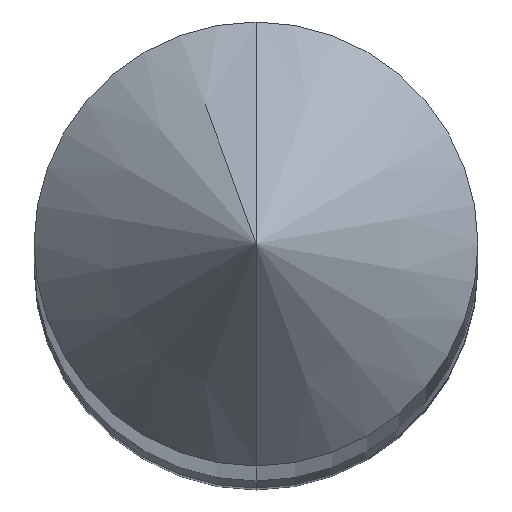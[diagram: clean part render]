
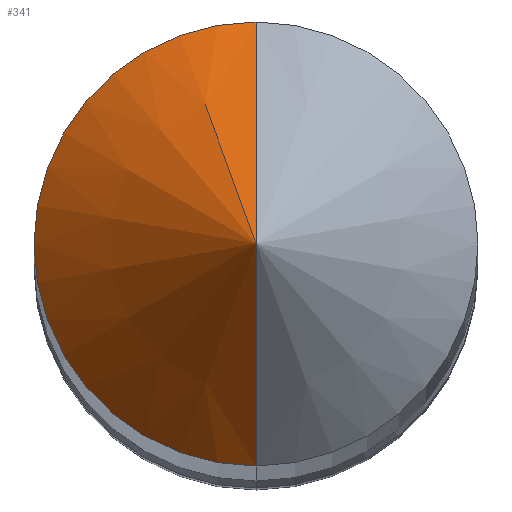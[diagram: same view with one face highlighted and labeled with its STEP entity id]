
A CAD part, top view. The second image highlights one B-rep face of the part: STEP entity #341.
In plain terms, the highlighted conical face has half-angle 45 degrees and reference radius 0.255 mm.
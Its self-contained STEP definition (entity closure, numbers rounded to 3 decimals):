
#66=CARTESIAN_POINT('',(0.,0.,19.));
#67=DIRECTION('',(0.,0.,1.));
#68=DIRECTION('',(0.,1.,0.));
#69=AXIS2_PLACEMENT_3D('',#66,#67,#68);
#89=DIRECTION('',(0.,-0.707,-0.707));
#90=VECTOR('',#89,0.707);
#91=CARTESIAN_POINT('',(0.,0.,19.5));
#92=LINE('',#91,#90);
#96=DIRECTION('',(0.,0.707,-0.707));
#97=VECTOR('',#96,0.707);
#98=CARTESIAN_POINT('',(0.,0.,19.5));
#99=LINE('',#98,#97);
#268=CARTESIAN_POINT('',(0.,0.5,19.));
#270=VERTEX_POINT('',#268);
#272=CARTESIAN_POINT('',(0.,-0.5,19.));
#274=VERTEX_POINT('',#272);
#275=CARTESIAN_POINT('',(0.,0.,19.5));
#276=VERTEX_POINT('',#275);
#329=CARTESIAN_POINT('',(0.,0.,19.245));
#330=DIRECTION('',(0.,0.,-1.));
#331=DIRECTION('',(0.,1.,0.));
#332=AXIS2_PLACEMENT_3D('',#329,#330,#331);
#333=CONICAL_SURFACE('',#332,0.255,45.);
#334=ORIENTED_EDGE('',*,*,#321,.F.);
#336=ORIENTED_EDGE('',*,*,#335,.F.);
#338=ORIENTED_EDGE('',*,*,#337,.T.);
#339=EDGE_LOOP('',(#334,#336,#338));
#340=FACE_OUTER_BOUND('',#339,.F.);
#70=CIRCLE('',#69,0.5);
#321=EDGE_CURVE('',#270,#274,#70,.T.);
#335=EDGE_CURVE('',#276,#270,#99,.T.);
#337=EDGE_CURVE('',#276,#274,#92,.T.);
#341=ADVANCED_FACE('',(#340),#333,.T.);
